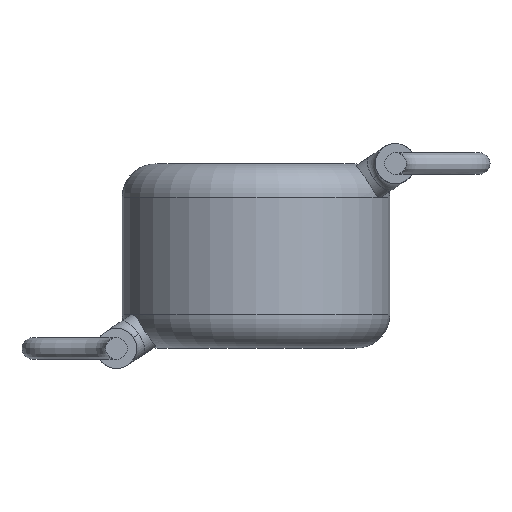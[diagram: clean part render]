
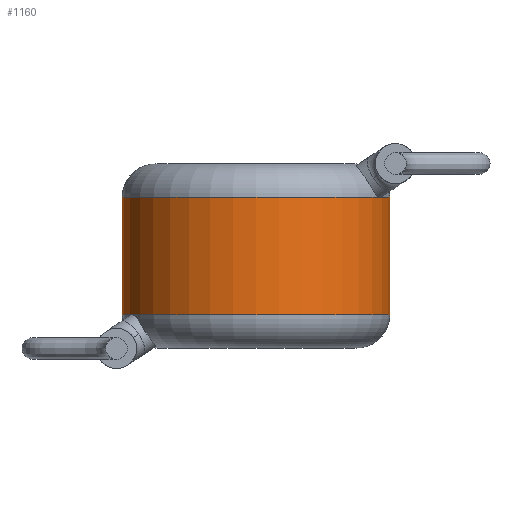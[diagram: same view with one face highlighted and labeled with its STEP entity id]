
A CAD part, front view. The second image highlights one B-rep face of the part: STEP entity #1160.
In plain terms, the highlighted cylindrical face has radius 4 mm (diameter 8 mm), a partial arc.
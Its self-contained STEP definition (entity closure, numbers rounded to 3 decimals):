
#62 = DIRECTION ( 'NONE',  ( 0., 0., 1. ) ) ;
#68 = AXIS2_PLACEMENT_3D ( 'NONE', #977, #318, #3725 ) ;
#290 = EDGE_CURVE ( 'NONE', #1908, #2639, #2974, .T. ) ;
#318 = DIRECTION ( 'NONE',  ( 0., 0., -1. ) ) ;
#365 = DIRECTION ( 'NONE',  ( 0., 0., -1. ) ) ;
#378 = FACE_OUTER_BOUND ( 'NONE', #1087, .T. ) ;
#695 = CARTESIAN_POINT ( 'NONE',  ( -4., 0., 4.5 ) ) ;
#838 = EDGE_CURVE ( 'NONE', #2639, #2057, #2194, .T. ) ;
#977 = CARTESIAN_POINT ( 'NONE',  ( 0., 0., 4.5 ) ) ;
#1071 = AXIS2_PLACEMENT_3D ( 'NONE', #3514, #62, #1797 ) ;
#1087 = EDGE_LOOP ( 'NONE', ( #2753, #2446, #2690, #2783 ) ) ;
#1101 = CARTESIAN_POINT ( 'NONE',  ( 4., 0., 1. ) ) ;
#1127 = CYLINDRICAL_SURFACE ( 'NONE', #4407, 4. ) ;
#1160 = ADVANCED_FACE ( 'NONE', ( #378 ), #1127, .T. ) ;
#1413 = CARTESIAN_POINT ( 'NONE',  ( -4., 0., 5.5 ) ) ;
#1459 = VERTEX_POINT ( 'NONE', #3593 ) ;
#1548 = DIRECTION ( 'NONE',  ( 0., 0., -1. ) ) ;
#1585 = CARTESIAN_POINT ( 'NONE',  ( -4., 0., 1. ) ) ;
#1797 = DIRECTION ( 'NONE',  ( 1., 0., 0. ) ) ;
#1908 = VERTEX_POINT ( 'NONE', #695 ) ;
#2057 = VERTEX_POINT ( 'NONE', #1101 ) ;
#2194 = CIRCLE ( 'NONE', #1071, 4. ) ;
#2360 = DIRECTION ( 'NONE',  ( 0., 0., -1. ) ) ;
#2427 = LINE ( 'NONE', #3703, #3541 ) ;
#2446 = ORIENTED_EDGE ( 'NONE', *, *, #3010, .T. ) ;
#2639 = VERTEX_POINT ( 'NONE', #1585 ) ;
#2690 = ORIENTED_EDGE ( 'NONE', *, *, #290, .T. ) ;
#2753 = ORIENTED_EDGE ( 'NONE', *, *, #3986, .F. ) ;
#2783 = ORIENTED_EDGE ( 'NONE', *, *, #838, .T. ) ;
#2974 = LINE ( 'NONE', #1413, #3735 ) ;
#3010 = EDGE_CURVE ( 'NONE', #1459, #1908, #4111, .T. ) ;
#3408 = DIRECTION ( 'NONE',  ( -1., 0., 0. ) ) ;
#3514 = CARTESIAN_POINT ( 'NONE',  ( 0., 0., 1. ) ) ;
#3541 = VECTOR ( 'NONE', #2360, 1000. ) ;
#3593 = CARTESIAN_POINT ( 'NONE',  ( 4., 0., 4.5 ) ) ;
#3703 = CARTESIAN_POINT ( 'NONE',  ( 4., 0., 5.5 ) ) ;
#3725 = DIRECTION ( 'NONE',  ( 1., 0., 0. ) ) ;
#3735 = VECTOR ( 'NONE', #1548, 1000. ) ;
#3773 = CARTESIAN_POINT ( 'NONE',  ( 0., 0., 5.5 ) ) ;
#3986 = EDGE_CURVE ( 'NONE', #1459, #2057, #2427, .T. ) ;
#4111 = CIRCLE ( 'NONE', #68, 4. ) ;
#4407 = AXIS2_PLACEMENT_3D ( 'NONE', #3773, #365, #3408 ) ;
